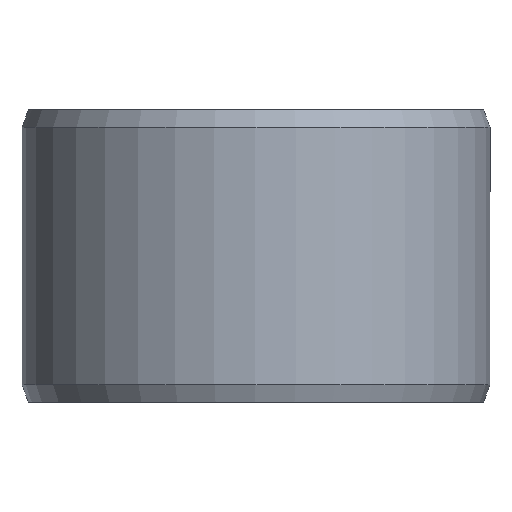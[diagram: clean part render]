
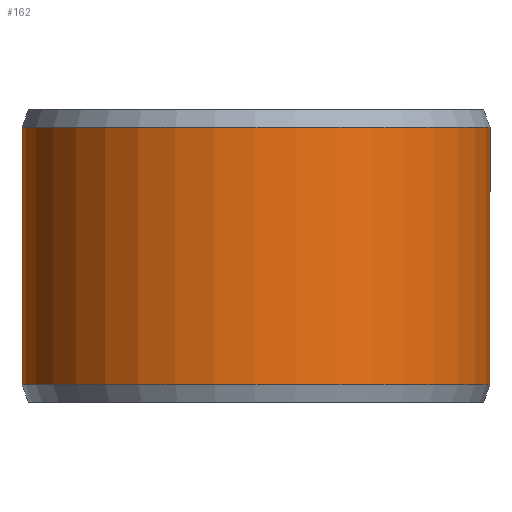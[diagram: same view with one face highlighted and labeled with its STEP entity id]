
A CAD part, front view. The second image highlights one B-rep face of the part: STEP entity #162.
In plain terms, the highlighted cylindrical face has radius 8 mm (diameter 16 mm), a partial arc.
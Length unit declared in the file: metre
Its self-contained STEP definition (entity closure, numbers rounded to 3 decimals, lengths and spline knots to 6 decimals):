
#162=ADVANCED_FACE('',(#185,#186),#187,.T.);
#185=FACE_OUTER_BOUND('',#211,.T.);
#186=FACE_BOUND('',#212,.T.);
#187=CYLINDRICAL_SURFACE('',#213,0.008);
#211=EDGE_LOOP('',(#289,#290,#291,#292));
#212=EDGE_LOOP('',(#293));
#213=AXIS2_PLACEMENT_3D('',#294,#295,#296);
#289=ORIENTED_EDGE('',*,*,#314,.T.);
#290=ORIENTED_EDGE('',*,*,#323,.F.);
#291=ORIENTED_EDGE('',*,*,#309,.F.);
#292=ORIENTED_EDGE('',*,*,#324,.T.);
#293=ORIENTED_EDGE('',*,*,#327,.T.);
#294=CARTESIAN_POINT('',(0.,0.,0.0));
#295=DIRECTION('',(0.,0.0,-1.0));
#296=DIRECTION('',(-1.0,0.0,0.));
#309=EDGE_CURVE('',#341,#342,#343,.T.);
#314=EDGE_CURVE('',#351,#349,#352,.T.);
#323=EDGE_CURVE('',#342,#349,#365,.T.);
#324=EDGE_CURVE('',#341,#351,#366,.T.);
#327=EDGE_CURVE('',#370,#370,#371,.T.);
#341=VERTEX_POINT('',#389);
#342=VERTEX_POINT('',#390);
#343=CIRCLE('',#391,0.008);
#349=VERTEX_POINT('',#399);
#351=VERTEX_POINT('',#402);
#352=CIRCLE('',#403,0.008);
#365=LINE('',#422,#423);
#366=LINE('',#424,#425);
#370=VERTEX_POINT('',#487);
#371=B_SPLINE_CURVE_WITH_KNOTS('',3,(#488,#489,#490,#491,#492,#493,#494,#495,#496,#497,#498,#499,#500,#501,#502,#503,#504,#505,#506,#507,#508,#509,#510,#511,#512,#513,#514,#515,#516,#517,#518,#519,#520,#521,#522,#523,#524,#525,#526,#527,#528,#529,#530,#531,#532,#533,#534,#535,#536,#537,#538,#539,#540,#541),.UNSPECIFIED.,.T.,.F.,(2,2,2,2,2,2,2,2,2,2,2,2,2,2,2,2,2,2,2,2,2,2,2,2,2,2,2,2,2),(-0.000392,0.0,0.000392,0.000785,0.001177,0.001569,0.002354,0.002746,0.003138,0.003531,0.003923,0.004708,0.0051,0.005492,0.005885,0.006277,0.007062,0.007454,0.007846,0.008239,0.008631,0.009415,0.009808,0.0102,0.010985,0.011769,0.012162,0.012554,0.012946),.UNSPECIFIED.);
#389=CARTESIAN_POINT('',(0.00014,0.007999,0.0006));
#390=CARTESIAN_POINT('',(0.,0.008,0.0006));
#391=AXIS2_PLACEMENT_3D('',#555,#556,#557);
#399=CARTESIAN_POINT('',(0.,0.008,0.0094));
#402=CARTESIAN_POINT('',(0.00014,0.007999,0.0094));
#403=AXIS2_PLACEMENT_3D('',#564,#565,#566);
#422=CARTESIAN_POINT('',(0.,0.008,0.0006));
#423=VECTOR('',#579,1.0);
#424=CARTESIAN_POINT('',(0.00014,0.007999,0.0006));
#425=VECTOR('',#580,1.0);
#487=CARTESIAN_POINT('',(0.00561,-0.005704,0.005));
#488=CARTESIAN_POINT('',(0.00561,-0.005704,0.004867));
#489=CARTESIAN_POINT('',(0.00561,-0.005704,0.005133));
#490=CARTESIAN_POINT('',(0.005619,-0.005694,0.005263));
#491=CARTESIAN_POINT('',(0.005657,-0.005657,0.005519));
#492=CARTESIAN_POINT('',(0.005685,-0.005629,0.005647));
#493=CARTESIAN_POINT('',(0.005757,-0.005555,0.005889));
#494=CARTESIAN_POINT('',(0.005801,-0.00551,0.006003));
#495=CARTESIAN_POINT('',(0.005902,-0.005401,0.00622));
#496=CARTESIAN_POINT('',(0.00596,-0.005338,0.006323));
#497=CARTESIAN_POINT('',(0.006144,-0.005127,0.006598));
#498=CARTESIAN_POINT('',(0.006287,-0.004953,0.006747));
#499=CARTESIAN_POINT('',(0.006502,-0.004662,0.006897));
#500=CARTESIAN_POINT('',(0.006575,-0.004559,0.006935));
#501=CARTESIAN_POINT('',(0.006719,-0.004344,0.006987));
#502=CARTESIAN_POINT('',(0.006789,-0.004234,0.007));
#503=CARTESIAN_POINT('',(0.006924,-0.004009,0.007));
#504=CARTESIAN_POINT('',(0.00699,-0.003893,0.006987));
#505=CARTESIAN_POINT('',(0.007111,-0.003667,0.006936));
#506=CARTESIAN_POINT('',(0.007168,-0.003555,0.006898));
#507=CARTESIAN_POINT('',(0.007325,-0.003224,0.006747));
#508=CARTESIAN_POINT('',(0.007411,-0.003019,0.0066));
#509=CARTESIAN_POINT('',(0.007511,-0.002755,0.006322));
#510=CARTESIAN_POINT('',(0.007539,-0.002676,0.006221));
#511=CARTESIAN_POINT('',(0.007588,-0.002536,0.006005));
#512=CARTESIAN_POINT('',(0.007608,-0.002475,0.005888));
#513=CARTESIAN_POINT('',(0.007639,-0.002377,0.005647));
#514=CARTESIAN_POINT('',(0.00765,-0.002339,0.005522));
#515=CARTESIAN_POINT('',(0.007666,-0.002288,0.005264));
#516=CARTESIAN_POINT('',(0.00767,-0.002275,0.005132));
#517=CARTESIAN_POINT('',(0.00767,-0.002275,0.004739));
#518=CARTESIAN_POINT('',(0.007655,-0.002327,0.004475));
#519=CARTESIAN_POINT('',(0.007608,-0.002474,0.004114));
#520=CARTESIAN_POINT('',(0.007588,-0.002535,0.003997));
#521=CARTESIAN_POINT('',(0.00754,-0.002676,0.00378));
#522=CARTESIAN_POINT('',(0.007511,-0.002755,0.003679));
#523=CARTESIAN_POINT('',(0.007445,-0.00293,0.003495));
#524=CARTESIAN_POINT('',(0.007406,-0.003026,0.003411));
#525=CARTESIAN_POINT('',(0.007321,-0.003227,0.003266));
#526=CARTESIAN_POINT('',(0.007274,-0.003332,0.003204));
#527=CARTESIAN_POINT('',(0.007116,-0.003663,0.003052));
#528=CARTESIAN_POINT('',(0.006994,-0.003893,0.003));
#529=CARTESIAN_POINT('',(0.00679,-0.004233,0.003));
#530=CARTESIAN_POINT('',(0.00672,-0.004342,0.003013));
#531=CARTESIAN_POINT('',(0.006577,-0.004556,0.003064));
#532=CARTESIAN_POINT('',(0.006503,-0.004661,0.003103));
#533=CARTESIAN_POINT('',(0.006287,-0.004953,0.003253));
#534=CARTESIAN_POINT('',(0.006144,-0.005127,0.003402));
#535=CARTESIAN_POINT('',(0.005899,-0.005407,0.003768));
#536=CARTESIAN_POINT('',(0.005793,-0.005518,0.00399));
#537=CARTESIAN_POINT('',(0.005685,-0.005628,0.004351));
#538=CARTESIAN_POINT('',(0.005657,-0.005657,0.004479));
#539=CARTESIAN_POINT('',(0.005619,-0.005694,0.004737));
#540=CARTESIAN_POINT('',(0.00561,-0.005704,0.004867));
#541=CARTESIAN_POINT('',(0.00561,-0.005704,0.005133));
#555=CARTESIAN_POINT('',(0.,0.,0.0006));
#556=DIRECTION('',(0.,0.0,-1.0));
#557=DIRECTION('',(-1.0,0.0,0.));
#564=CARTESIAN_POINT('',(0.,0.,0.0094));
#565=DIRECTION('',(0.,0.0,-1.0));
#566=DIRECTION('',(-1.0,0.0,0.));
#579=DIRECTION('',(0.0,0.0,1.0));
#580=DIRECTION('',(0.,0.,1.0));
